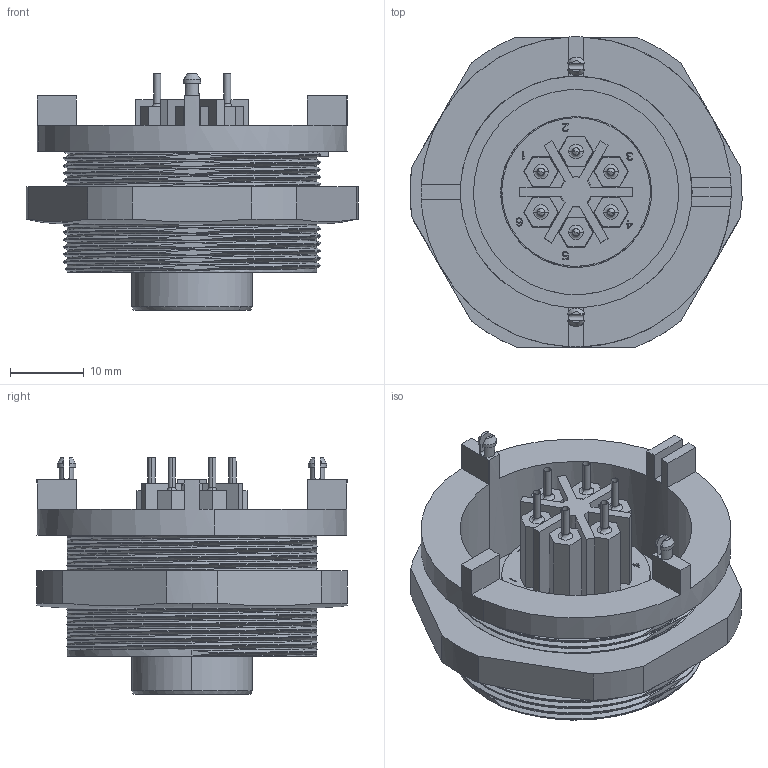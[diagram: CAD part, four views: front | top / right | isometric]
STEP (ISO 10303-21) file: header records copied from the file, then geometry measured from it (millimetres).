
FILE_DESCRIPTION(('STEP AP242'),'1');
FILE_NAME('px0707-s-xx.stp','2024-04-03T19:36:35',('TraceParts'),('TraceParts S.A.'),'Spatial InterOp 3D',' ',' ');
FILE_SCHEMA(('AP242_MANAGED_MODEL_BASED_3D_ENGINEERING_MIM_LF {1 0 10303 442 1 1 4}'));
Length unit declared in the file: millimetre
Products named in the file (1): px0707-s-xx_1
Bounding box: 44.97 x 42 x 32.08 mm (x, y, z)
Volume: 15053.2 mm3; surface area: 18625.6 mm2
Topology: 3 solids, 3 shells, 1225 faces, 3545 edges, 2367 vertices
Faces by surface type: plane 820, cylinder 171, bspline 159, cone 75
Entity records: 72597 total; most frequent: CARTESIAN_POINT 31396, ORIENTED_EDGE 7066, DIRECTION 5475, EDGE_CURVE 3533, VERTEX_POINT 2373, LINE 2307, VECTOR 2307, PRESENTATION_STYLE_ASSIGNMENT 1722
